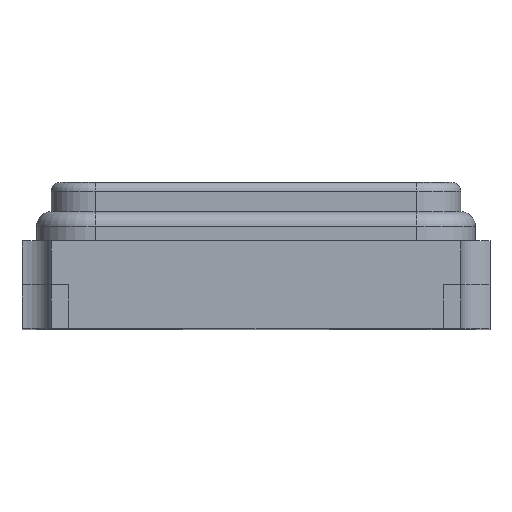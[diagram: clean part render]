
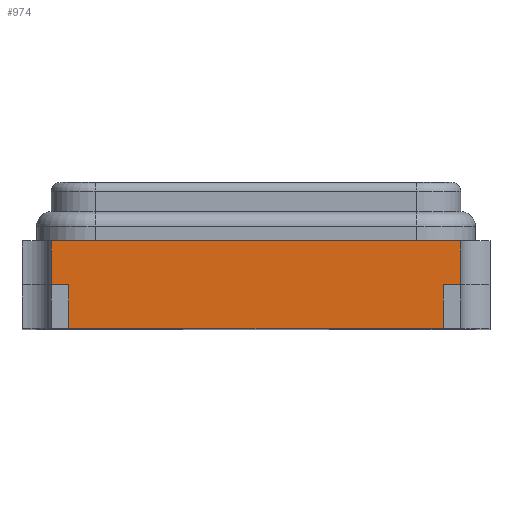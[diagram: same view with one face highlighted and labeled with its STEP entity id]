
A CAD part, top view. The second image highlights one B-rep face of the part: STEP entity #974.
In plain terms, the highlighted face is planar.
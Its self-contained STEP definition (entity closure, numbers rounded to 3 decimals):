
#8 = CARTESIAN_POINT ( 'NONE',  ( 1., 0.15, 0.64 ) ) ;
#12 = VERTEX_POINT ( 'NONE', #1885 ) ;
#29 = CARTESIAN_POINT ( 'NONE',  ( 1., 0., 0.8 ) ) ;
#92 = EDGE_CURVE ( 'NONE', #2337, #689, #3455, .T. ) ;
#98 = VECTOR ( 'NONE', #572, 1000. ) ;
#167 = ORIENTED_EDGE ( 'NONE', *, *, #565, .F. ) ;
#186 = ORIENTED_EDGE ( 'NONE', *, *, #861, .F. ) ;
#230 = CARTESIAN_POINT ( 'NONE',  ( 1., 0., 0.64 ) ) ;
#244 = CARTESIAN_POINT ( 'NONE',  ( 1., 0.15, -0.7 ) ) ;
#249 = ORIENTED_EDGE ( 'NONE', *, *, #1948, .F. ) ;
#251 = LINE ( 'NONE', #802, #1777 ) ;
#266 = DIRECTION ( 'NONE',  ( 0., 0., 1. ) ) ;
#307 = DIRECTION ( 'NONE',  ( 0., 0., -1. ) ) ;
#411 = VECTOR ( 'NONE', #2849, 1000. ) ;
#438 = CARTESIAN_POINT ( 'NONE',  ( 1., 0.3, -0.7 ) ) ;
#565 = EDGE_CURVE ( 'NONE', #2388, #800, #2054, .T. ) ;
#572 = DIRECTION ( 'NONE',  ( 0., -1., 0. ) ) ;
#689 = VERTEX_POINT ( 'NONE', #1443 ) ;
#756 = VERTEX_POINT ( 'NONE', #3414 ) ;
#800 = VERTEX_POINT ( 'NONE', #438 ) ;
#802 = CARTESIAN_POINT ( 'NONE',  ( 1., 0.15, 0.7 ) ) ;
#824 = LINE ( 'NONE', #843, #1472 ) ;
#843 = CARTESIAN_POINT ( 'NONE',  ( 1., 0., -0.7 ) ) ;
#861 = EDGE_CURVE ( 'NONE', #12, #689, #2163, .T. ) ;
#919 = VERTEX_POINT ( 'NONE', #1386 ) ;
#947 = LINE ( 'NONE', #1421, #98 ) ;
#974 = ADVANCED_FACE ( 'NONE', ( #2744 ), #1656, .F. ) ;
#1005 = VERTEX_POINT ( 'NONE', #8 ) ;
#1106 = CARTESIAN_POINT ( 'NONE',  ( 1., 0.3, 0.7 ) ) ;
#1127 = ORIENTED_EDGE ( 'NONE', *, *, #1389, .F. ) ;
#1156 = EDGE_CURVE ( 'NONE', #2388, #756, #947, .T. ) ;
#1386 = CARTESIAN_POINT ( 'NONE',  ( 1., 0.15, -0.7 ) ) ;
#1389 = EDGE_CURVE ( 'NONE', #919, #12, #2175, .T. ) ;
#1421 = CARTESIAN_POINT ( 'NONE',  ( 1., 0., 0.7 ) ) ;
#1443 = CARTESIAN_POINT ( 'NONE',  ( 1., 0., -0.64 ) ) ;
#1472 = VECTOR ( 'NONE', #2220, 1000. ) ;
#1577 = LINE ( 'NONE', #1816, #3539 ) ;
#1656 = PLANE ( 'NONE',  #1909 ) ;
#1777 = VECTOR ( 'NONE', #2489, 1000. ) ;
#1816 = CARTESIAN_POINT ( 'NONE',  ( 1., 1.001, 0.64 ) ) ;
#1885 = CARTESIAN_POINT ( 'NONE',  ( 1., 0.15, -0.64 ) ) ;
#1909 = AXIS2_PLACEMENT_3D ( 'NONE', #3358, #2778, #266 ) ;
#1948 = EDGE_CURVE ( 'NONE', #1005, #756, #251, .T. ) ;
#2054 = LINE ( 'NONE', #2623, #2547 ) ;
#2163 = LINE ( 'NONE', #3289, #3158 ) ;
#2175 = LINE ( 'NONE', #244, #3163 ) ;
#2220 = DIRECTION ( 'NONE',  ( 0., 1., 0. ) ) ;
#2337 = VERTEX_POINT ( 'NONE', #230 ) ;
#2388 = VERTEX_POINT ( 'NONE', #1106 ) ;
#2443 = EDGE_LOOP ( 'NONE', ( #3180, #249, #2830, #2456, #186, #1127, #3519, #167 ) ) ;
#2456 = ORIENTED_EDGE ( 'NONE', *, *, #92, .T. ) ;
#2489 = DIRECTION ( 'NONE',  ( 0., 0., 1. ) ) ;
#2547 = VECTOR ( 'NONE', #307, 1000. ) ;
#2623 = CARTESIAN_POINT ( 'NONE',  ( 1., 0.3, 0.8 ) ) ;
#2639 = DIRECTION ( 'NONE',  ( 0., -1., 0. ) ) ;
#2701 = DIRECTION ( 'NONE',  ( 0., -1., 0. ) ) ;
#2744 = FACE_OUTER_BOUND ( 'NONE', #2443, .T. ) ;
#2778 = DIRECTION ( 'NONE',  ( -1., 0., 0. ) ) ;
#2830 = ORIENTED_EDGE ( 'NONE', *, *, #3556, .T. ) ;
#2849 = DIRECTION ( 'NONE',  ( 0., 0., -1. ) ) ;
#3158 = VECTOR ( 'NONE', #2639, 1000. ) ;
#3163 = VECTOR ( 'NONE', #3301, 1000. ) ;
#3180 = ORIENTED_EDGE ( 'NONE', *, *, #1156, .T. ) ;
#3285 = EDGE_CURVE ( 'NONE', #919, #800, #824, .T. ) ;
#3289 = CARTESIAN_POINT ( 'NONE',  ( 1., 1.001, -0.64 ) ) ;
#3301 = DIRECTION ( 'NONE',  ( 0., 0., 1. ) ) ;
#3358 = CARTESIAN_POINT ( 'NONE',  ( 1., 0.5, 0.8 ) ) ;
#3414 = CARTESIAN_POINT ( 'NONE',  ( 1., 0.15, 0.7 ) ) ;
#3455 = LINE ( 'NONE', #29, #411 ) ;
#3519 = ORIENTED_EDGE ( 'NONE', *, *, #3285, .T. ) ;
#3539 = VECTOR ( 'NONE', #2701, 1000. ) ;
#3556 = EDGE_CURVE ( 'NONE', #1005, #2337, #1577, .T. ) ;
